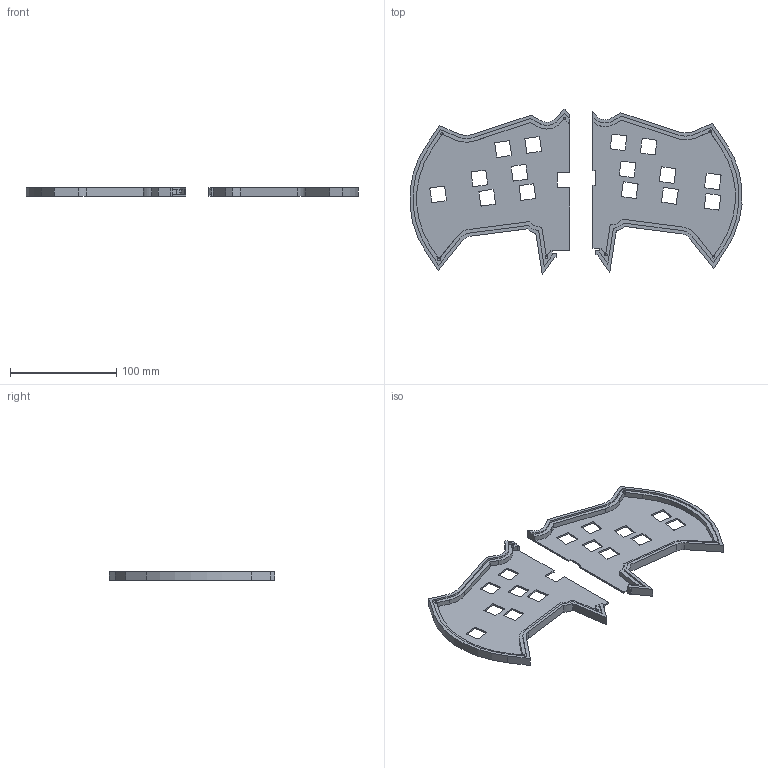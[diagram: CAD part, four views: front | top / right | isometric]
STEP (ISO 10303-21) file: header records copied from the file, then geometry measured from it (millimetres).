
FILE_DESCRIPTION(/* description */ (''),/* implementation_level */ '2;1');
FILE_NAME(/* name */ 'BatarangV2PGACase.step',/* time_stamp */ '2023-05-07T16:31:50-07:00',/* author */ (''),/* organization */ (''),/* preprocessor_version */ 'ST-DEVELOPER v19.2',/* originating_system */ 'Autodesk Translation Framework v12.4.0.73',/* authorisation */ '');
FILE_SCHEMA (('AUTOMOTIVE_DESIGN { 1 0 10303 214 3 1 1 }'));
Length unit declared in the file: millimetre
Products named in the file (1): BatarangV2PGACase
Bounding box: 312.09 x 155.59 x 8 mm (x, y, z)
Volume: 75152 mm3; surface area: 70430.5 mm2
Topology: 2 solids, 2 shells, 274 faces, 824 edges, 548 vertices
Faces by surface type: plane 163, cylinder 102, cone 9
Entity records: 9317 total; most frequent: CARTESIAN_POINT 1684, ORIENTED_EDGE 1636, DIRECTION 1560, EDGE_CURVE 818, LINE 590, VECTOR 590, VERTEX_POINT 548, AXIS2_PLACEMENT_3D 485
